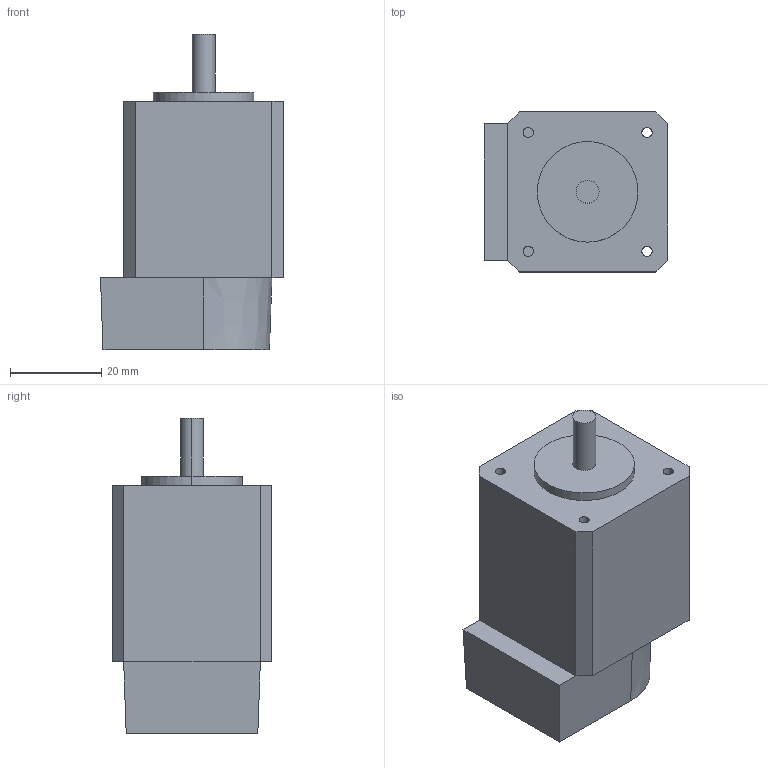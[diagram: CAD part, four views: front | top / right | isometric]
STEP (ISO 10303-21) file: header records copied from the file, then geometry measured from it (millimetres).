
FILE_DESCRIPTION (( 'STEP AP203' ), '1' );
FILE_NAME ('stepper motor nema 14_Default_sldprt.STEP', '2025-02-07T15:33:04', ( '' ), ( '' ), 'SwSTEP 2.0', 'SolidWorks 2024', '' );
FILE_SCHEMA (( 'CONFIG_CONTROL_DESIGN' ));
Length unit declared in the file: inch
Products named in the file (1): stepper motor nema 14_Default_sldprt
Bounding box: 40.08 x 35 x 69.06 mm (x, y, z)
Volume: 62842.2 mm3; surface area: 11148.9 mm2
Topology: 1 solids, 1 shells, 33 faces, 77 edges, 50 vertices
Faces by surface type: plane 19, cylinder 12, cone 2
Entity records: 1034 total; most frequent: DIRECTION 173, CARTESIAN_POINT 161, ORIENTED_EDGE 154, EDGE_CURVE 77, AXIS2_PLACEMENT_3D 62, VERTEX_POINT 50, VECTOR 49, LINE 49
